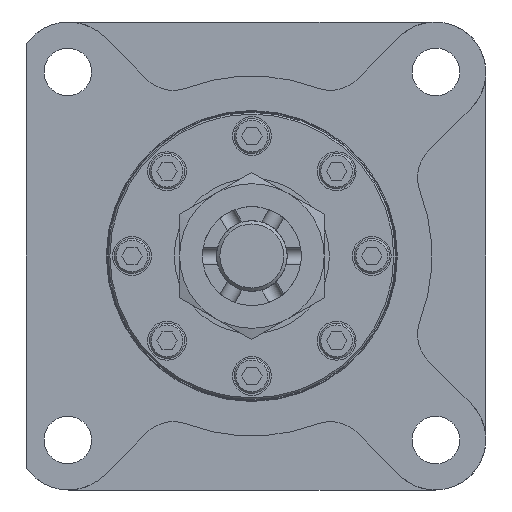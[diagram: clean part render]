
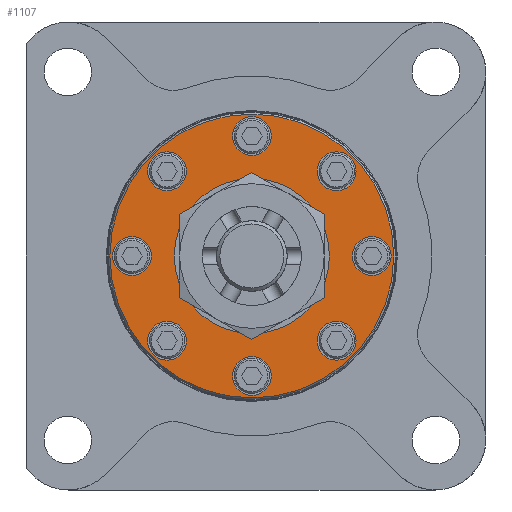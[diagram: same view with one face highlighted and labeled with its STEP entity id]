
A CAD part, left-side view. The second image highlights one B-rep face of the part: STEP entity #1107.
In plain terms, the highlighted planar face has unit normal (-1, 0, 0).
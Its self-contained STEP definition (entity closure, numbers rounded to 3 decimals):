
#1107 = ADVANCED_FACE( '', ( #2339, #2340, #2341, #2342, #2343, #2344, #2345, #2346, #2347, #2348 ), #2349, .F. );
#2339 = FACE_OUTER_BOUND( '', #3612, .T. );
#2340 = FACE_BOUND( '', #3613, .T. );
#2341 = FACE_BOUND( '', #3614, .T. );
#2342 = FACE_BOUND( '', #3615, .T. );
#2343 = FACE_BOUND( '', #3616, .T. );
#2344 = FACE_BOUND( '', #3617, .T. );
#2345 = FACE_BOUND( '', #3618, .T. );
#2346 = FACE_BOUND( '', #3619, .T. );
#2347 = FACE_BOUND( '', #3620, .T. );
#2348 = FACE_BOUND( '', #3621, .T. );
#2349 = PLANE( '', #3622 );
#3612 = EDGE_LOOP( '', ( #6364 ) );
#3613 = EDGE_LOOP( '', ( #6365 ) );
#3614 = EDGE_LOOP( '', ( #6366 ) );
#3615 = EDGE_LOOP( '', ( #6367 ) );
#3616 = EDGE_LOOP( '', ( #6368 ) );
#3617 = EDGE_LOOP( '', ( #6369 ) );
#3618 = EDGE_LOOP( '', ( #6370 ) );
#3619 = EDGE_LOOP( '', ( #6371 ) );
#3620 = EDGE_LOOP( '', ( #6372 ) );
#3621 = EDGE_LOOP( '', ( #6373 ) );
#3622 = AXIS2_PLACEMENT_3D( '', #6374, #6375, #6376 );
#6364 = ORIENTED_EDGE( '', *, *, #7176, .F. );
#6365 = ORIENTED_EDGE( '', *, *, #7697, .F. );
#6366 = ORIENTED_EDGE( '', *, *, #7488, .T. );
#6367 = ORIENTED_EDGE( '', *, *, #7754, .T. );
#6368 = ORIENTED_EDGE( '', *, *, #7755, .T. );
#6369 = ORIENTED_EDGE( '', *, *, #7756, .T. );
#6370 = ORIENTED_EDGE( '', *, *, #7522, .T. );
#6371 = ORIENTED_EDGE( '', *, *, #7602, .T. );
#6372 = ORIENTED_EDGE( '', *, *, #7159, .T. );
#6373 = ORIENTED_EDGE( '', *, *, #7382, .T. );
#6374 = CARTESIAN_POINT( '', ( 0., 0., 0. ) );
#6375 = DIRECTION( '', ( 1., 0., 0. ) );
#6376 = DIRECTION( '', ( 0., 0., -1. ) );
#7159 = EDGE_CURVE( '', #8572, #8572, #8573, .T. );
#7176 = EDGE_CURVE( '', #8599, #8599, #8600, .T. );
#7382 = EDGE_CURVE( '', #8893, #8893, #8894, .T. );
#7488 = EDGE_CURVE( '', #9034, #9034, #9035, .T. );
#7522 = EDGE_CURVE( '', #9084, #9084, #9085, .T. );
#7602 = EDGE_CURVE( '', #9188, #9188, #9189, .T. );
#7697 = EDGE_CURVE( '', #9297, #9297, #9298, .F. );
#7754 = EDGE_CURVE( '', #9361, #9361, #9362, .T. );
#7755 = EDGE_CURVE( '', #9363, #9363, #9364, .T. );
#7756 = EDGE_CURVE( '', #9365, #9365, #9366, .T. );
#8572 = VERTEX_POINT( '', #10840 );
#8573 = CIRCLE( '', #10841, 5.5 );
#8599 = VERTEX_POINT( '', #10902 );
#8600 = CIRCLE( '', #10903, 40.25 );
#8893 = VERTEX_POINT( '', #11435 );
#8894 = CIRCLE( '', #11436, 5.5 );
#9034 = VERTEX_POINT( '', #11776 );
#9035 = CIRCLE( '', #11777, 17.5 );
#9084 = VERTEX_POINT( '', #11839 );
#9085 = CIRCLE( '', #11840, 5.5 );
#9188 = VERTEX_POINT( '', #12014 );
#9189 = CIRCLE( '', #12015, 5.5 );
#9297 = VERTEX_POINT( '', #12255 );
#9298 = CIRCLE( '', #12256, 5.5 );
#9361 = VERTEX_POINT( '', #12392 );
#9362 = CIRCLE( '', #12393, 5.5 );
#9363 = VERTEX_POINT( '', #12394 );
#9364 = CIRCLE( '', #12395, 5.5 );
#9365 = VERTEX_POINT( '', #12396 );
#9366 = CIRCLE( '', #12397, 5.5 );
#10840 = CARTESIAN_POINT( '', ( 0., 24.042, -29.542 ) );
#10841 = AXIS2_PLACEMENT_3D( '', #12911, #12912, #12913 );
#10902 = CARTESIAN_POINT( '', ( 0., 0., -40.25 ) );
#10903 = AXIS2_PLACEMENT_3D( '', #12922, #12923, #12924 );
#11435 = CARTESIAN_POINT( '', ( 0., 24.042, 18.542 ) );
#11436 = AXIS2_PLACEMENT_3D( '', #13166, #13167, #13168 );
#11776 = CARTESIAN_POINT( '', ( 0., 0., -17.5 ) );
#11777 = AXIS2_PLACEMENT_3D( '', #13265, #13266, #13267 );
#11839 = CARTESIAN_POINT( '', ( 0., -24.042, -29.542 ) );
#11840 = AXIS2_PLACEMENT_3D( '', #13315, #13316, #13317 );
#12014 = CARTESIAN_POINT( '', ( 0., 0., -39.5 ) );
#12015 = AXIS2_PLACEMENT_3D( '', #13390, #13391, #13392 );
#12255 = CARTESIAN_POINT( '', ( 0., 34., -5.5 ) );
#12256 = AXIS2_PLACEMENT_3D( '', #13456, #13457, #13458 );
#12392 = CARTESIAN_POINT( '', ( 0., 0., 28.5 ) );
#12393 = AXIS2_PLACEMENT_3D( '', #13491, #13492, #13493 );
#12394 = CARTESIAN_POINT( '', ( 0., -24.042, 18.542 ) );
#12395 = AXIS2_PLACEMENT_3D( '', #13494, #13495, #13496 );
#12396 = CARTESIAN_POINT( '', ( 0., -34., -5.5 ) );
#12397 = AXIS2_PLACEMENT_3D( '', #13497, #13498, #13499 );
#12911 = CARTESIAN_POINT( '', ( 0., 24.042, -24.042 ) );
#12912 = DIRECTION( '', ( 1., 0., 0. ) );
#12913 = DIRECTION( '', ( 0., 0., -1. ) );
#12922 = CARTESIAN_POINT( '', ( 0., 0., 0. ) );
#12923 = DIRECTION( '', ( 1., 0., 0. ) );
#12924 = DIRECTION( '', ( 0., 0., -1. ) );
#13166 = CARTESIAN_POINT( '', ( 0., 24.042, 24.042 ) );
#13167 = DIRECTION( '', ( 1., 0., 0. ) );
#13168 = DIRECTION( '', ( 0., 0., -1. ) );
#13265 = CARTESIAN_POINT( '', ( 0., 0., 0. ) );
#13266 = DIRECTION( '', ( 1., 0., 0. ) );
#13267 = DIRECTION( '', ( 0., 0., -1. ) );
#13315 = CARTESIAN_POINT( '', ( 0., -24.042, -24.042 ) );
#13316 = DIRECTION( '', ( 1., 0., 0. ) );
#13317 = DIRECTION( '', ( 0., 0., -1. ) );
#13390 = CARTESIAN_POINT( '', ( 0., 0., -34. ) );
#13391 = DIRECTION( '', ( 1., 0., 0. ) );
#13392 = DIRECTION( '', ( 0., 0., -1. ) );
#13456 = CARTESIAN_POINT( '', ( 0., 34., 0. ) );
#13457 = DIRECTION( '', ( 1., 0., 0. ) );
#13458 = DIRECTION( '', ( 0., 0., -1. ) );
#13491 = CARTESIAN_POINT( '', ( 0., 0., 34. ) );
#13492 = DIRECTION( '', ( 1., 0., 0. ) );
#13493 = DIRECTION( '', ( 0., 0., -1. ) );
#13494 = CARTESIAN_POINT( '', ( 0., -24.042, 24.042 ) );
#13495 = DIRECTION( '', ( 1., 0., 0. ) );
#13496 = DIRECTION( '', ( 0., 0., -1. ) );
#13497 = CARTESIAN_POINT( '', ( 0., -34., 0. ) );
#13498 = DIRECTION( '', ( 1., 0., 0. ) );
#13499 = DIRECTION( '', ( 0., 0., -1. ) );
